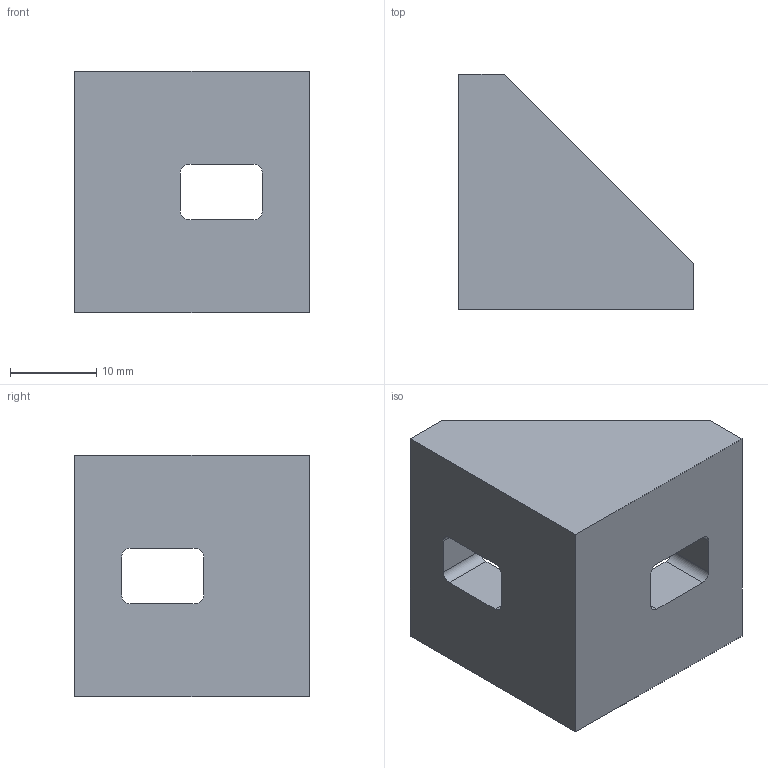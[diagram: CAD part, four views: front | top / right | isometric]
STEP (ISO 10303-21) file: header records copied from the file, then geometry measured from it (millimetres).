
FILE_DESCRIPTION(('STEP AP203'),'1');
FILE_NAME('FIXE08H1400.stp','2025-04-15T12:22:35',(' '),(' '),'Spatial InterOp 3D',' ',' ');
FILE_SCHEMA(('CONFIG_CONTROL_DESIGN'));
Length unit declared in the file: millimetre
Products named in the file (1): Equerre 8 30x30x30 Al brut
Bounding box: 27.2 x 27.2 x 28 mm (x, y, z)
Volume: 8663.7 mm3; surface area: 4483.1 mm2
Topology: 1 solids, 1 shells, 28 faces, 75 edges, 50 vertices
Faces by surface type: plane 19, cylinder 9
Entity records: 1067 total; most frequent: CARTESIAN_POINT 154, DIRECTION 151, ORIENTED_EDGE 150, EDGE_CURVE 75, LINE 57, VECTOR 57, VERTEX_POINT 50, AXIS2_PLACEMENT_3D 47
